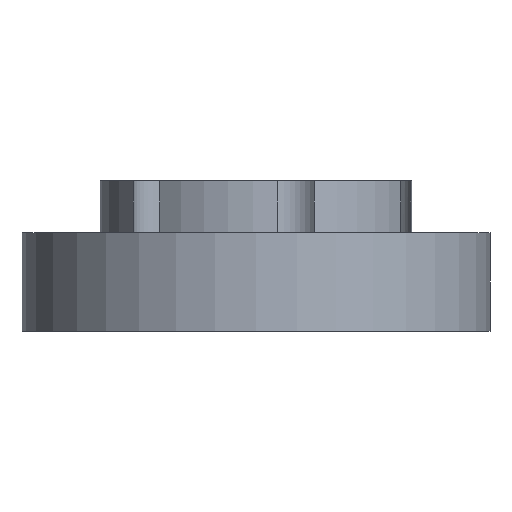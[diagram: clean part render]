
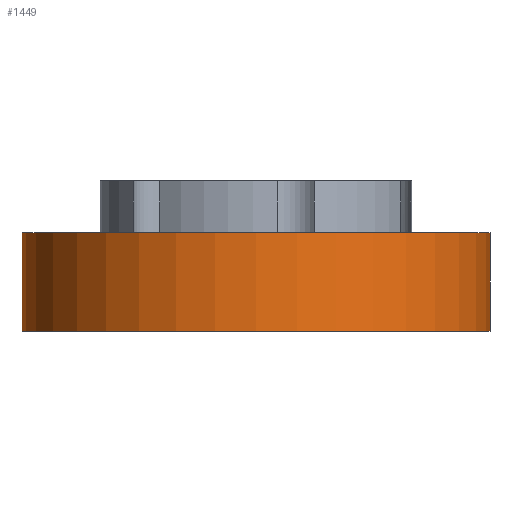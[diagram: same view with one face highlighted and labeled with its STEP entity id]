
A CAD part, front view. The second image highlights one B-rep face of the part: STEP entity #1449.
In plain terms, the highlighted cylindrical face has radius 22.5 mm (diameter 45 mm), a partial arc.
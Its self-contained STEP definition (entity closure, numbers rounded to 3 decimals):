
#180 = AXIS2_PLACEMENT_3D ( 'NONE', #3918, #1929, #4790 ) ;
#688 = VERTEX_POINT ( 'NONE', #1899 ) ;
#1039 = CARTESIAN_POINT ( 'NONE',  ( 0., 0., 9.5 ) ) ;
#1126 = DIRECTION ( 'NONE',  ( -1., 0., 0. ) ) ;
#1400 = CARTESIAN_POINT ( 'NONE',  ( 22.5, 0., 9.5 ) ) ;
#1427 = DIRECTION ( 'NONE',  ( 0., 0., -1. ) ) ;
#1449 = ADVANCED_FACE ( 'NONE', ( #2765 ), #4358, .T. ) ;
#1472 = EDGE_CURVE ( 'NONE', #4126, #2069, #1910, .T. ) ;
#1723 = ORIENTED_EDGE ( 'NONE', *, *, #4643, .T. ) ;
#1808 = AXIS2_PLACEMENT_3D ( 'NONE', #1039, #1963, #1126 ) ;
#1899 = CARTESIAN_POINT ( 'NONE',  ( 22.5, 0., 9.5 ) ) ;
#1910 = CIRCLE ( 'NONE', #180, 22.5 ) ;
#1929 = DIRECTION ( 'NONE',  ( 0., 0., 1. ) ) ;
#1963 = DIRECTION ( 'NONE',  ( 0., 0., -1. ) ) ;
#2030 = VECTOR ( 'NONE', #1427, 1000. ) ;
#2069 = VERTEX_POINT ( 'NONE', #5209 ) ;
#2100 = DIRECTION ( 'NONE',  ( 0., 0., -1. ) ) ;
#2324 = ORIENTED_EDGE ( 'NONE', *, *, #4488, .F. ) ;
#2396 = VECTOR ( 'NONE', #2100, 1000. ) ;
#2587 = ORIENTED_EDGE ( 'NONE', *, *, #1472, .T. ) ;
#2765 = FACE_OUTER_BOUND ( 'NONE', #3720, .T. ) ;
#2824 = DIRECTION ( 'NONE',  ( 0., 0., 1. ) ) ;
#2876 = VERTEX_POINT ( 'NONE', #3547 ) ;
#3072 = LINE ( 'NONE', #1400, #2030 ) ;
#3201 = DIRECTION ( 'NONE',  ( 1., 0., 0. ) ) ;
#3301 = LINE ( 'NONE', #4558, #2396 ) ;
#3311 = CARTESIAN_POINT ( 'NONE',  ( -22.5, 0., 0. ) ) ;
#3509 = EDGE_CURVE ( 'NONE', #688, #2069, #3072, .T. ) ;
#3547 = CARTESIAN_POINT ( 'NONE',  ( -22.5, 0., 9.5 ) ) ;
#3720 = EDGE_LOOP ( 'NONE', ( #4494, #2324, #1723, #2587 ) ) ;
#3918 = CARTESIAN_POINT ( 'NONE',  ( 0., 0., 0. ) ) ;
#4126 = VERTEX_POINT ( 'NONE', #3311 ) ;
#4358 = CYLINDRICAL_SURFACE ( 'NONE', #1808, 22.5 ) ;
#4488 = EDGE_CURVE ( 'NONE', #2876, #688, #4800, .T. ) ;
#4494 = ORIENTED_EDGE ( 'NONE', *, *, #3509, .F. ) ;
#4499 = CARTESIAN_POINT ( 'NONE',  ( 0., 0., 9.5 ) ) ;
#4558 = CARTESIAN_POINT ( 'NONE',  ( -22.5, 0., 9.5 ) ) ;
#4638 = AXIS2_PLACEMENT_3D ( 'NONE', #4499, #2824, #3201 ) ;
#4643 = EDGE_CURVE ( 'NONE', #2876, #4126, #3301, .T. ) ;
#4790 = DIRECTION ( 'NONE',  ( 1., 0., 0. ) ) ;
#4800 = CIRCLE ( 'NONE', #4638, 22.5 ) ;
#5209 = CARTESIAN_POINT ( 'NONE',  ( 22.5, 0., 0. ) ) ;
